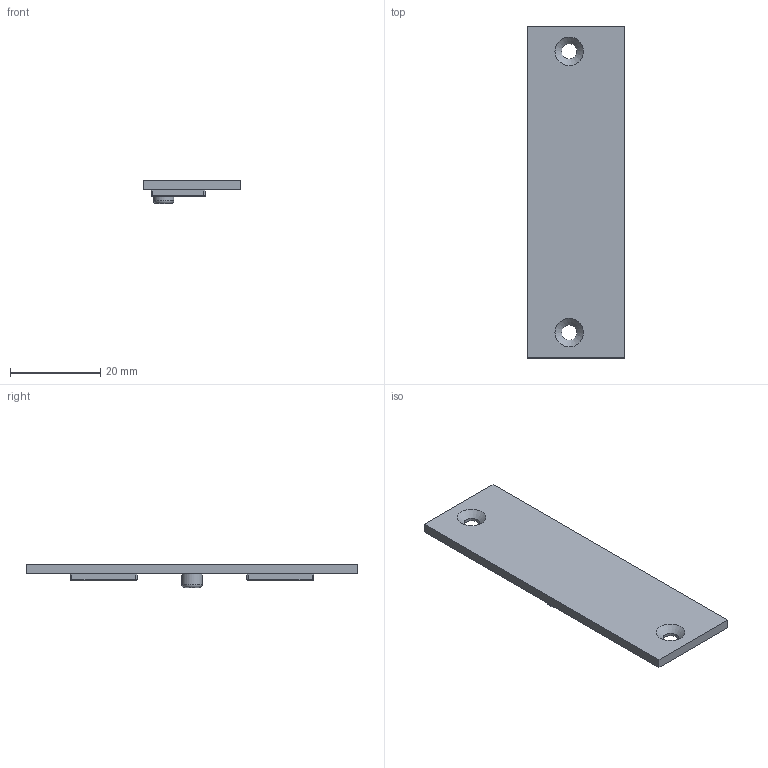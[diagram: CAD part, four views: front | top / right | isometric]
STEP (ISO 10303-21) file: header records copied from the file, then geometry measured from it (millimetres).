
FILE_DESCRIPTION (( 'STEP AP214' ), '1' );
FILE_NAME ('EduRob_Battery_Compartment_Lid.STEP', '2023-03-20T17:05:22', ( '' ), ( '' ), 'SwSTEP 2.0', 'SolidWorks 2019', '' );
FILE_SCHEMA (( 'AUTOMOTIVE_DESIGN' ));
Length unit declared in the file: millimetre
Products named in the file (1): EduRob_Battery_Compartment_Lid
Bounding box: 21.5 x 73.4 x 5.1 mm (x, y, z)
Volume: 3822.5 mm3; surface area: 3734.5 mm2
Topology: 1 solids, 1 shells, 47 faces, 108 edges, 58 vertices
Faces by surface type: cylinder 19, plane 17, sphere 8, cone 2, torus 1
Full cylindrical faces by diameter (mm): 3.4 x2, 4.5 x1
Entity records: 1250 total; most frequent: DIRECTION 230, CARTESIAN_POINT 198, ORIENTED_EDGE 186, EDGE_CURVE 93, AXIS2_PLACEMENT_3D 89, EDGE_LOOP 60, VERTEX_POINT 57, LINE 52
